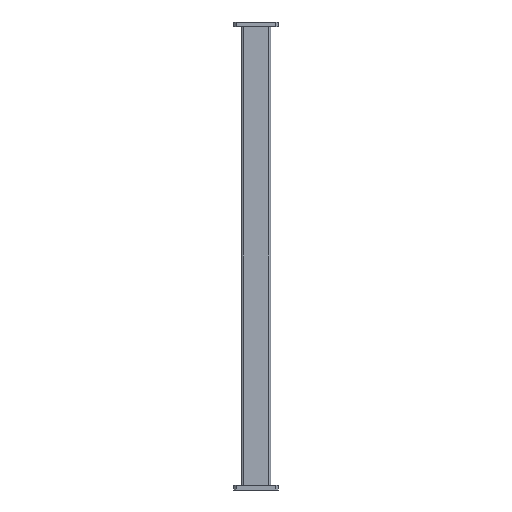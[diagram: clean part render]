
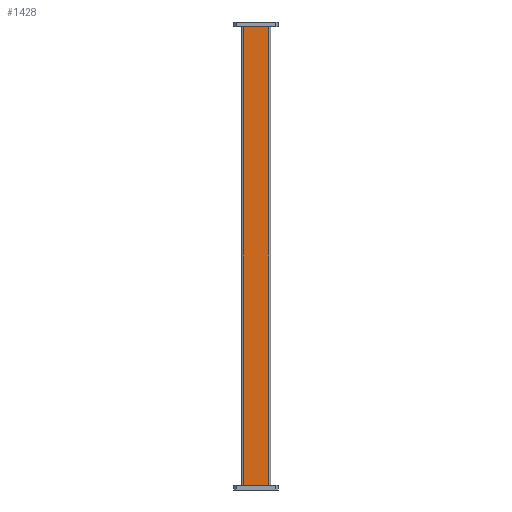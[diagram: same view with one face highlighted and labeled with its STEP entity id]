
A CAD part, front view. The second image highlights one B-rep face of the part: STEP entity #1428.
In plain terms, the highlighted planar face has unit normal (0, -1, 0).
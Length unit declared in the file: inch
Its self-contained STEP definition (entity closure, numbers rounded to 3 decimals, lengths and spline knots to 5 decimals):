
#87 = VECTOR ( 'NONE', #3313, 39.37008 ) ;
#189 = EDGE_CURVE ( 'NONE', #2606, #3176, #1114, .T. ) ;
#297 = CARTESIAN_POINT ( 'NONE',  ( 0.65, -0.375, -0.23622 ) ) ;
#416 = VECTOR ( 'NONE', #2734, 39.37008 ) ;
#438 = LINE ( 'NONE', #2017, #2250 ) ;
#517 = EDGE_CURVE ( 'NONE', #3424, #1552, #1946, .T. ) ;
#593 = DIRECTION ( 'NONE',  ( 0., 0., 1. ) ) ;
#843 = ORIENTED_EDGE ( 'NONE', *, *, #517, .T. ) ;
#885 = CARTESIAN_POINT ( 'NONE',  ( 0.75, -0.375, -25.44083 ) ) ;
#887 = CARTESIAN_POINT ( 'NONE',  ( 0.75, -0.375, -23.76378 ) ) ;
#1114 = LINE ( 'NONE', #887, #416 ) ;
#1205 = ORIENTED_EDGE ( 'NONE', *, *, #189, .T. ) ;
#1337 = DIRECTION ( 'NONE',  ( -1., 0., 0. ) ) ;
#1428 = ADVANCED_FACE ( 'NONE', ( #2222 ), #3304, .F. ) ;
#1438 = CARTESIAN_POINT ( 'NONE',  ( -0.65, -0.375, -0.23622 ) ) ;
#1497 = CARTESIAN_POINT ( 'NONE',  ( -0.65, -0.375, -23.76378 ) ) ;
#1501 = DIRECTION ( 'NONE',  ( 0., 0., -1. ) ) ;
#1552 = VERTEX_POINT ( 'NONE', #1438 ) ;
#1826 = EDGE_CURVE ( 'NONE', #1552, #2606, #438, .T. ) ;
#1946 = LINE ( 'NONE', #3271, #2627 ) ;
#1961 = DIRECTION ( 'NONE',  ( 0., 1., 0. ) ) ;
#2017 = CARTESIAN_POINT ( 'NONE',  ( -0.65, -0.375, -25.44083 ) ) ;
#2137 = ORIENTED_EDGE ( 'NONE', *, *, #1826, .T. ) ;
#2222 = FACE_OUTER_BOUND ( 'NONE', #3009, .T. ) ;
#2236 = CARTESIAN_POINT ( 'NONE',  ( 0.65, -0.375, -25.44083 ) ) ;
#2250 = VECTOR ( 'NONE', #1501, 39.37008 ) ;
#2540 = AXIS2_PLACEMENT_3D ( 'NONE', #885, #1961, #593 ) ;
#2606 = VERTEX_POINT ( 'NONE', #1497 ) ;
#2627 = VECTOR ( 'NONE', #1337, 39.37008 ) ;
#2734 = DIRECTION ( 'NONE',  ( 1., 0., 0. ) ) ;
#2741 = LINE ( 'NONE', #2236, #87 ) ;
#3009 = EDGE_LOOP ( 'NONE', ( #843, #2137, #1205, #3275 ) ) ;
#3044 = CARTESIAN_POINT ( 'NONE',  ( 0.65, -0.375, -23.76378 ) ) ;
#3113 = EDGE_CURVE ( 'NONE', #3176, #3424, #2741, .T. ) ;
#3176 = VERTEX_POINT ( 'NONE', #3044 ) ;
#3271 = CARTESIAN_POINT ( 'NONE',  ( 0.75, -0.375, -0.23622 ) ) ;
#3275 = ORIENTED_EDGE ( 'NONE', *, *, #3113, .T. ) ;
#3304 = PLANE ( 'NONE',  #2540 ) ;
#3313 = DIRECTION ( 'NONE',  ( 0., 0., 1. ) ) ;
#3424 = VERTEX_POINT ( 'NONE', #297 ) ;
